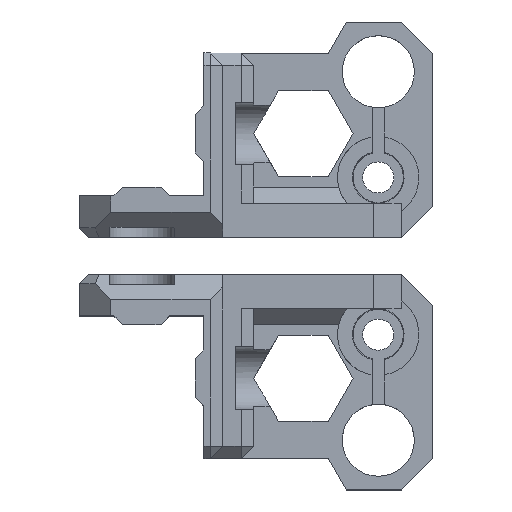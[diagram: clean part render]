
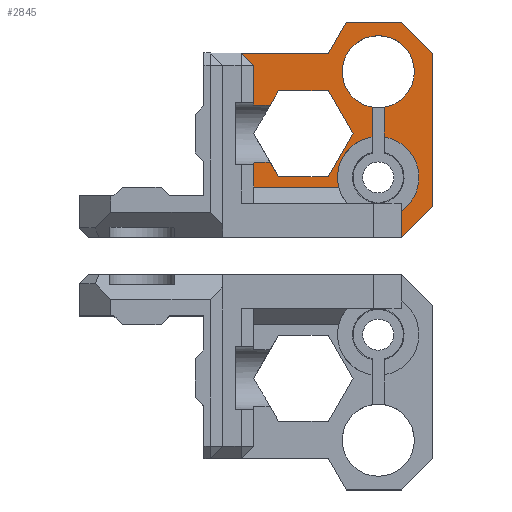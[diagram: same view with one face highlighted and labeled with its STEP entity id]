
A CAD part, top view. The second image highlights one B-rep face of the part: STEP entity #2845.
In plain terms, the highlighted planar face has unit normal (0, 0, 1).
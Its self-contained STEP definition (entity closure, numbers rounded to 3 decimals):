
#65=CIRCLE('',#2981,6.55);
#76=CIRCLE('',#3027,5.8);
#77=CIRCLE('',#3028,5.8);
#78=CIRCLE('',#3029,6.55);
#153=FACE_OUTER_BOUND('',#309,.T.);
#309=EDGE_LOOP('',(#2068,#2069,#2070,#2071,#2072,#2073,#2074,#2075,#2076,
#2077,#2078,#2079,#2080,#2081,#2082,#2083,#2084,#2085,#2086,#2087,#2088,
#2089,#2090,#2091,#2092));
#471=LINE('',#4037,#831);
#485=LINE('',#4077,#845);
#496=LINE('',#4103,#856);
#561=LINE('',#4248,#921);
#563=LINE('',#4253,#923);
#565=LINE('',#4257,#925);
#567=LINE('',#4265,#927);
#568=LINE('',#4268,#928);
#569=LINE('',#4269,#929);
#570=LINE('',#4271,#930);
#571=LINE('',#4273,#931);
#572=LINE('',#4274,#932);
#573=LINE('',#4276,#933);
#574=LINE('',#4278,#934);
#575=LINE('',#4280,#935);
#576=LINE('',#4282,#936);
#577=LINE('',#4284,#937);
#578=LINE('',#4286,#938);
#579=LINE('',#4288,#939);
#580=LINE('',#4290,#940);
#581=LINE('',#4291,#941);
#831=VECTOR('',#3236,10.);
#845=VECTOR('',#3276,10.);
#856=VECTOR('',#3297,10.);
#921=VECTOR('',#3416,10.);
#923=VECTOR('',#3420,10.);
#925=VECTOR('',#3424,10.);
#927=VECTOR('',#3432,10.);
#928=VECTOR('',#3435,10.);
#929=VECTOR('',#3436,10.);
#930=VECTOR('',#3437,10.);
#931=VECTOR('',#3438,10.);
#932=VECTOR('',#3439,10.);
#933=VECTOR('',#3440,10.);
#934=VECTOR('',#3441,10.);
#935=VECTOR('',#3442,10.);
#936=VECTOR('',#3443,10.);
#937=VECTOR('',#3444,10.);
#938=VECTOR('',#3445,10.);
#939=VECTOR('',#3446,10.);
#940=VECTOR('',#3447,10.);
#941=VECTOR('',#3448,10.);
#1166=VERTEX_POINT('',#3985);
#1185=VERTEX_POINT('',#4031);
#1187=VERTEX_POINT('',#4035);
#1189=VERTEX_POINT('',#4041);
#1200=VERTEX_POINT('',#4076);
#1209=VERTEX_POINT('',#4101);
#1210=VERTEX_POINT('',#4102);
#1257=VERTEX_POINT('',#4246);
#1258=VERTEX_POINT('',#4250);
#1259=VERTEX_POINT('',#4252);
#1260=VERTEX_POINT('',#4256);
#1261=VERTEX_POINT('',#4260);
#1262=VERTEX_POINT('',#4262);
#1263=VERTEX_POINT('',#4264);
#1264=VERTEX_POINT('',#4266);
#1265=VERTEX_POINT('',#4270);
#1266=VERTEX_POINT('',#4272);
#1267=VERTEX_POINT('',#4275);
#1268=VERTEX_POINT('',#4277);
#1269=VERTEX_POINT('',#4279);
#1270=VERTEX_POINT('',#4281);
#1271=VERTEX_POINT('',#4283);
#1272=VERTEX_POINT('',#4285);
#1273=VERTEX_POINT('',#4287);
#1274=VERTEX_POINT('',#4289);
#1459=EDGE_CURVE('',#1187,#1185,#471,.T.);
#1462=EDGE_CURVE('',#1187,#1189,#65,.T.);
#1478=EDGE_CURVE('',#1200,#1185,#485,.T.);
#1490=EDGE_CURVE('',#1209,#1210,#496,.F.);
#1563=EDGE_CURVE('',#1189,#1257,#561,.T.);
#1565=EDGE_CURVE('',#1258,#1259,#563,.T.);
#1567=EDGE_CURVE('',#1260,#1259,#565,.T.);
#1569=EDGE_CURVE('',#1257,#1261,#76,.T.);
#1570=EDGE_CURVE('',#1261,#1262,#77,.T.);
#1571=EDGE_CURVE('',#1262,#1263,#567,.T.);
#1572=EDGE_CURVE('',#1263,#1264,#78,.T.);
#1573=EDGE_CURVE('',#1264,#1166,#568,.T.);
#1574=EDGE_CURVE('',#1260,#1166,#569,.T.);
#1575=EDGE_CURVE('',#1258,#1265,#570,.T.);
#1576=EDGE_CURVE('',#1266,#1265,#571,.T.);
#1577=EDGE_CURVE('',#1210,#1266,#572,.T.);
#1578=EDGE_CURVE('',#1209,#1267,#573,.T.);
#1579=EDGE_CURVE('',#1267,#1268,#574,.T.);
#1580=EDGE_CURVE('',#1268,#1269,#575,.T.);
#1581=EDGE_CURVE('',#1269,#1270,#576,.T.);
#1582=EDGE_CURVE('',#1270,#1271,#577,.T.);
#1583=EDGE_CURVE('',#1271,#1272,#578,.T.);
#1584=EDGE_CURVE('',#1272,#1273,#579,.T.);
#1585=EDGE_CURVE('',#1273,#1274,#580,.T.);
#1586=EDGE_CURVE('',#1274,#1200,#581,.T.);
#2068=ORIENTED_EDGE('',*,*,#1459,.F.);
#2069=ORIENTED_EDGE('',*,*,#1462,.T.);
#2070=ORIENTED_EDGE('',*,*,#1563,.T.);
#2071=ORIENTED_EDGE('',*,*,#1569,.T.);
#2072=ORIENTED_EDGE('',*,*,#1570,.T.);
#2073=ORIENTED_EDGE('',*,*,#1571,.T.);
#2074=ORIENTED_EDGE('',*,*,#1572,.T.);
#2075=ORIENTED_EDGE('',*,*,#1573,.T.);
#2076=ORIENTED_EDGE('',*,*,#1574,.F.);
#2077=ORIENTED_EDGE('',*,*,#1567,.T.);
#2078=ORIENTED_EDGE('',*,*,#1565,.F.);
#2079=ORIENTED_EDGE('',*,*,#1575,.T.);
#2080=ORIENTED_EDGE('',*,*,#1576,.F.);
#2081=ORIENTED_EDGE('',*,*,#1577,.F.);
#2082=ORIENTED_EDGE('',*,*,#1490,.F.);
#2083=ORIENTED_EDGE('',*,*,#1578,.T.);
#2084=ORIENTED_EDGE('',*,*,#1579,.T.);
#2085=ORIENTED_EDGE('',*,*,#1580,.T.);
#2086=ORIENTED_EDGE('',*,*,#1581,.T.);
#2087=ORIENTED_EDGE('',*,*,#1582,.T.);
#2088=ORIENTED_EDGE('',*,*,#1583,.T.);
#2089=ORIENTED_EDGE('',*,*,#1584,.T.);
#2090=ORIENTED_EDGE('',*,*,#1585,.T.);
#2091=ORIENTED_EDGE('',*,*,#1586,.T.);
#2092=ORIENTED_EDGE('',*,*,#1478,.T.);
#2709=PLANE('',#3026);
#2845=ADVANCED_FACE('',(#153),#2709,.T.);
#2981=AXIS2_PLACEMENT_3D('',#4043,#3242,#3243);
#3026=AXIS2_PLACEMENT_3D('',#4259,#3426,#3427);
#3027=AXIS2_PLACEMENT_3D('',#4261,#3428,#3429);
#3028=AXIS2_PLACEMENT_3D('',#4263,#3430,#3431);
#3029=AXIS2_PLACEMENT_3D('',#4267,#3433,#3434);
#3236=DIRECTION('',(-1.,0.,0.));
#3242=DIRECTION('center_axis',(0.,0.,-1.));
#3243=DIRECTION('ref_axis',(1.,0.,0.));
#3276=DIRECTION('',(0.,-1.,0.));
#3297=DIRECTION('',(0.707,-0.707,0.));
#3416=DIRECTION('',(0.,1.,0.));
#3420=DIRECTION('',(0.707,-0.707,0.));
#3424=DIRECTION('',(0.,1.,0.));
#3426=DIRECTION('center_axis',(0.,0.,1.));
#3427=DIRECTION('ref_axis',(1.,0.,0.));
#3428=DIRECTION('center_axis',(0.,0.,-1.));
#3429=DIRECTION('ref_axis',(1.,0.,0.));
#3430=DIRECTION('center_axis',(0.,0.,-1.));
#3431=DIRECTION('ref_axis',(1.,0.,0.));
#3432=DIRECTION('',(0.,-1.,0.));
#3433=DIRECTION('center_axis',(0.,0.,-1.));
#3434=DIRECTION('ref_axis',(1.,0.,0.));
#3435=DIRECTION('',(0.,-1.,0.));
#3436=DIRECTION('',(-0.707,-0.707,0.));
#3437=DIRECTION('',(-1.,0.,0.));
#3438=DIRECTION('',(0.5,0.866,0.));
#3439=DIRECTION('',(1.,0.,0.));
#3440=DIRECTION('',(0.,-1.,0.));
#3441=DIRECTION('',(1.,0.,0.));
#3442=DIRECTION('',(0.5,0.866,0.));
#3443=DIRECTION('',(1.,0.,0.));
#3444=DIRECTION('',(0.5,-0.866,0.));
#3445=DIRECTION('',(-0.5,-0.866,0.));
#3446=DIRECTION('',(-1.,0.,0.));
#3447=DIRECTION('',(-0.5,0.866,0.));
#3448=DIRECTION('',(-1.,0.,0.));
#3985=CARTESIAN_POINT('',(3.7,-9.65,0.));
#4031=CARTESIAN_POINT('',(-20.05,-1.65,0.));
#4035=CARTESIAN_POINT('',(-6.339,-1.65,0.));
#4037=CARTESIAN_POINT('',(-7.988,-1.65,0.));
#4041=CARTESIAN_POINT('',(-1.,6.473,0.));
#4043=CARTESIAN_POINT('Origin',(0.,0.,0.));
#4076=CARTESIAN_POINT('',(-20.05,2.417,0.));
#4077=CARTESIAN_POINT('',(-20.05,1.763,0.));
#4101=CARTESIAN_POINT('',(-20.05,18.,0.));
#4102=CARTESIAN_POINT('',(-22.05,20.,0.));
#4103=CARTESIAN_POINT('',(-17.875,15.825,0.));
#4246=CARTESIAN_POINT('',(-1.,11.287,0.));
#4248=CARTESIAN_POINT('',(-1.,3.925,0.));
#4250=CARTESIAN_POINT('',(3.7,25.,0.));
#4252=CARTESIAN_POINT('',(8.7,20.,0.));
#4253=CARTESIAN_POINT('',(3.438,25.263,0.));
#4256=CARTESIAN_POINT('',(8.7,-4.65,0.));
#4257=CARTESIAN_POINT('',(8.7,-9.65,0.));
#4259=CARTESIAN_POINT('Origin',(-19.675,7.675,0.));
#4260=CARTESIAN_POINT('',(-5.8,17.,0.));
#4261=CARTESIAN_POINT('Origin',(0.,17.,0.));
#4262=CARTESIAN_POINT('',(1.,11.287,0.));
#4263=CARTESIAN_POINT('Origin',(0.,17.,0.));
#4264=CARTESIAN_POINT('',(1.,6.473,0.));
#4265=CARTESIAN_POINT('',(1.,11.287,0.));
#4266=CARTESIAN_POINT('',(3.7,-5.405,0.));
#4267=CARTESIAN_POINT('Origin',(0.,0.,0.));
#4268=CARTESIAN_POINT('',(3.7,-0.988,0.));
#4269=CARTESIAN_POINT('',(3.438,-9.913,0.));
#4270=CARTESIAN_POINT('',(-5.163,25.,0.));
#4271=CARTESIAN_POINT('',(8.7,25.,0.));
#4272=CARTESIAN_POINT('',(-8.05,20.,0.));
#4273=CARTESIAN_POINT('',(-8.05,20.,0.));
#4274=CARTESIAN_POINT('',(-28.05,20.,0.));
#4275=CARTESIAN_POINT('',(-20.05,11.583,0.));
#4276=CARTESIAN_POINT('',(-20.05,1.763,0.));
#4277=CARTESIAN_POINT('',(-17.404,11.583,0.));
#4278=CARTESIAN_POINT('',(-20.05,11.583,0.));
#4279=CARTESIAN_POINT('',(-16.05,13.928,0.));
#4280=CARTESIAN_POINT('',(-16.05,13.928,0.));
#4281=CARTESIAN_POINT('',(-8.05,13.928,0.));
#4282=CARTESIAN_POINT('',(-8.05,13.928,0.));
#4283=CARTESIAN_POINT('',(-4.05,7.,0.));
#4284=CARTESIAN_POINT('',(-4.05,7.,0.));
#4285=CARTESIAN_POINT('',(-8.05,0.072,0.));
#4286=CARTESIAN_POINT('',(-8.05,0.072,0.));
#4287=CARTESIAN_POINT('',(-16.05,0.072,0.));
#4288=CARTESIAN_POINT('',(-16.05,0.072,0.));
#4289=CARTESIAN_POINT('',(-17.404,2.417,0.));
#4290=CARTESIAN_POINT('',(-20.05,7.,0.));
#4291=CARTESIAN_POINT('',(-20.05,2.417,0.));
